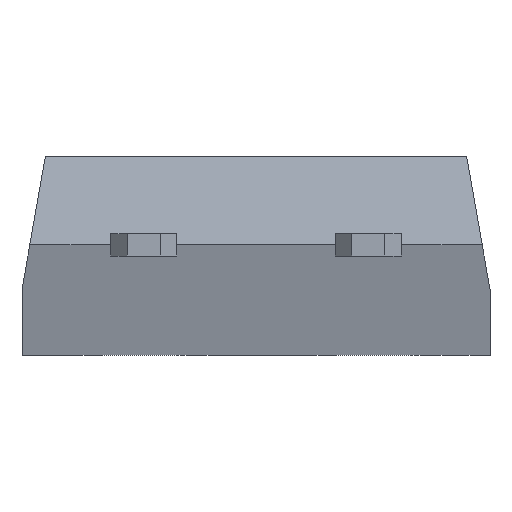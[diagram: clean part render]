
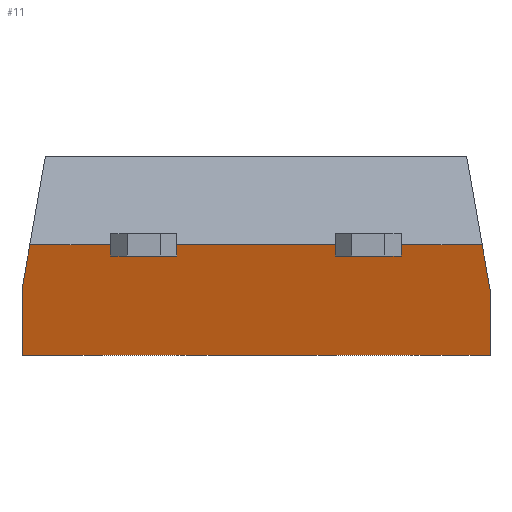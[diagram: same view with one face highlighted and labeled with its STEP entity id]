
A CAD part, front view. The second image highlights one B-rep face of the part: STEP entity #11.
In plain terms, the highlighted planar face has unit normal (0, -0.966, -0.259).
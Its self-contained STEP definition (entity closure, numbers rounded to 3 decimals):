
#11 = ADVANCED_FACE ( 'NONE', ( #1464 ), #1666, .F. ) ;
#39 = LINE ( 'NONE', #1433, #1270 ) ;
#40 = VERTEX_POINT ( 'NONE', #623 ) ;
#63 = ORIENTED_EDGE ( 'NONE', *, *, #585, .T. ) ;
#69 = LINE ( 'NONE', #567, #190 ) ;
#86 = VERTEX_POINT ( 'NONE', #1193 ) ;
#104 = DIRECTION ( 'NONE',  ( 0., 0.259, -0.966 ) ) ;
#116 = DIRECTION ( 'NONE',  ( -1., 0., 0. ) ) ;
#132 = DIRECTION ( 'NONE',  ( -1., 0., 0. ) ) ;
#174 = ORIENTED_EDGE ( 'NONE', *, *, #330, .T. ) ;
#181 = DIRECTION ( 'NONE',  ( 0., 0.966, 0.259 ) ) ;
#190 = VECTOR ( 'NONE', #104, 1000. ) ;
#221 = CARTESIAN_POINT ( 'NONE',  ( -2.165, 4., 0.25 ) ) ;
#226 = LINE ( 'NONE', #1005, #1744 ) ;
#281 = VERTEX_POINT ( 'NONE', #385 ) ;
#317 = VECTOR ( 'NONE', #1401, 1000. ) ;
#330 = EDGE_CURVE ( 'NONE', #281, #1200, #39, .T. ) ;
#340 = VERTEX_POINT ( 'NONE', #1732 ) ;
#350 = CARTESIAN_POINT ( 'NONE',  ( -5.3, 4.67, -2.25 ) ) ;
#352 = CARTESIAN_POINT ( 'NONE',  ( -2.915, 4., 0.25 ) ) ;
#385 = CARTESIAN_POINT ( 'NONE',  ( 2.915, 4., 0.25 ) ) ;
#402 = DIRECTION ( 'NONE',  ( 0.168, 0.255, -0.952 ) ) ;
#414 = ORIENTED_EDGE ( 'NONE', *, *, #478, .T. ) ;
#427 = EDGE_CURVE ( 'NONE', #915, #738, #737, .T. ) ;
#444 = DIRECTION ( 'NONE',  ( -1., 0., 0. ) ) ;
#464 = DIRECTION ( 'NONE',  ( 0., -0.259, 0.966 ) ) ;
#466 = DIRECTION ( 'NONE',  ( 0., 0.259, -0.966 ) ) ;
#478 = EDGE_CURVE ( 'NONE', #1564, #281, #226, .T. ) ;
#505 = CARTESIAN_POINT ( 'NONE',  ( 2.915, 4.067, 0. ) ) ;
#512 = LINE ( 'NONE', #1729, #937 ) ;
#548 = EDGE_CURVE ( 'NONE', #340, #40, #1735, .T. ) ;
#549 = DIRECTION ( 'NONE',  ( 0., 0.259, -0.966 ) ) ;
#567 = CARTESIAN_POINT ( 'NONE',  ( -5.3, 4., 0.25 ) ) ;
#584 = CARTESIAN_POINT ( 'NONE',  ( 5.124, 4., 0.25 ) ) ;
#585 = EDGE_CURVE ( 'NONE', #872, #915, #1372, .T. ) ;
#618 = VECTOR ( 'NONE', #745, 1000. ) ;
#623 = CARTESIAN_POINT ( 'NONE',  ( 2.165, 4., 0.25 ) ) ;
#629 = VECTOR ( 'NONE', #1777, 1000. ) ;
#732 = CARTESIAN_POINT ( 'NONE',  ( -2.915, 4., 0.25 ) ) ;
#737 = LINE ( 'NONE', #1026, #629 ) ;
#738 = VERTEX_POINT ( 'NONE', #1431 ) ;
#743 = EDGE_CURVE ( 'NONE', #1385, #1140, #69, .T. ) ;
#745 = DIRECTION ( 'NONE',  ( -1., 0., 0. ) ) ;
#757 = ORIENTED_EDGE ( 'NONE', *, *, #1835, .F. ) ;
#777 = ORIENTED_EDGE ( 'NONE', *, *, #427, .T. ) ;
#788 = VECTOR ( 'NONE', #1222, 1000. ) ;
#790 = LINE ( 'NONE', #943, #1826 ) ;
#798 = CARTESIAN_POINT ( 'NONE',  ( 5.3, 4.268, -0.75 ) ) ;
#804 = VERTEX_POINT ( 'NONE', #848 ) ;
#825 = CARTESIAN_POINT ( 'NONE',  ( -2.165, 4., 0.25 ) ) ;
#826 = EDGE_CURVE ( 'NONE', #1385, #738, #842, .T. ) ;
#830 = EDGE_LOOP ( 'NONE', ( #1600, #1183, #1106, #1014, #1489, #63, #777, #1664, #1623, #757, #1424, #914, #414, #174 ) ) ;
#842 = LINE ( 'NONE', #1736, #1858 ) ;
#848 = CARTESIAN_POINT ( 'NONE',  ( 5.3, 4.67, -2.25 ) ) ;
#858 = VERTEX_POINT ( 'NONE', #825 ) ;
#872 = VERTEX_POINT ( 'NONE', #1561 ) ;
#914 = ORIENTED_EDGE ( 'NONE', *, *, #1276, .F. ) ;
#915 = VERTEX_POINT ( 'NONE', #732 ) ;
#916 = EDGE_CURVE ( 'NONE', #1200, #340, #1834, .T. ) ;
#937 = VECTOR ( 'NONE', #116, 1000. ) ;
#943 = CARTESIAN_POINT ( 'NONE',  ( 5.129, 4.008, 0.222 ) ) ;
#1005 = CARTESIAN_POINT ( 'NONE',  ( 5.3, 4., 0.25 ) ) ;
#1010 = VECTOR ( 'NONE', #444, 1000. ) ;
#1014 = ORIENTED_EDGE ( 'NONE', *, *, #1722, .T. ) ;
#1026 = CARTESIAN_POINT ( 'NONE',  ( 5.3, 4., 0.25 ) ) ;
#1092 = VECTOR ( 'NONE', #464, 1000. ) ;
#1100 = EDGE_CURVE ( 'NONE', #1738, #804, #1456, .T. ) ;
#1106 = ORIENTED_EDGE ( 'NONE', *, *, #1499, .T. ) ;
#1113 = EDGE_CURVE ( 'NONE', #86, #872, #1405, .T. ) ;
#1140 = VERTEX_POINT ( 'NONE', #350 ) ;
#1183 = ORIENTED_EDGE ( 'NONE', *, *, #548, .T. ) ;
#1193 = CARTESIAN_POINT ( 'NONE',  ( -2.165, 4.067, 0. ) ) ;
#1200 = VERTEX_POINT ( 'NONE', #505 ) ;
#1222 = DIRECTION ( 'NONE',  ( 0., -0.259, 0.966 ) ) ;
#1266 = DIRECTION ( 'NONE',  ( 0.168, -0.255, 0.952 ) ) ;
#1270 = VECTOR ( 'NONE', #549, 1000. ) ;
#1276 = EDGE_CURVE ( 'NONE', #1564, #1738, #790, .T. ) ;
#1305 = DIRECTION ( 'NONE',  ( -1., 0., 0. ) ) ;
#1331 = CARTESIAN_POINT ( 'NONE',  ( 5.3, 4., 0.25 ) ) ;
#1337 = CARTESIAN_POINT ( 'NONE',  ( 5.3, 4.067, 0. ) ) ;
#1372 = LINE ( 'NONE', #352, #788 ) ;
#1378 = VECTOR ( 'NONE', #466, 1000. ) ;
#1385 = VERTEX_POINT ( 'NONE', #1751 ) ;
#1393 = AXIS2_PLACEMENT_3D ( 'NONE', #1497, #181, #1658 ) ;
#1401 = DIRECTION ( 'NONE',  ( 0., 0.259, -0.966 ) ) ;
#1405 = LINE ( 'NONE', #1337, #618 ) ;
#1424 = ORIENTED_EDGE ( 'NONE', *, *, #1100, .F. ) ;
#1431 = CARTESIAN_POINT ( 'NONE',  ( -5.124, 4., 0.25 ) ) ;
#1433 = CARTESIAN_POINT ( 'NONE',  ( 2.915, 4., 0.25 ) ) ;
#1456 = LINE ( 'NONE', #1331, #1378 ) ;
#1464 = FACE_OUTER_BOUND ( 'NONE', #830, .T. ) ;
#1478 = LINE ( 'NONE', #221, #317 ) ;
#1489 = ORIENTED_EDGE ( 'NONE', *, *, #1113, .T. ) ;
#1497 = CARTESIAN_POINT ( 'NONE',  ( 5.3, 4., 0.25 ) ) ;
#1499 = EDGE_CURVE ( 'NONE', #40, #858, #1594, .T. ) ;
#1521 = VECTOR ( 'NONE', #1305, 1000. ) ;
#1561 = CARTESIAN_POINT ( 'NONE',  ( -2.915, 4.067, 0. ) ) ;
#1564 = VERTEX_POINT ( 'NONE', #584 ) ;
#1594 = LINE ( 'NONE', #1778, #1010 ) ;
#1600 = ORIENTED_EDGE ( 'NONE', *, *, #916, .T. ) ;
#1623 = ORIENTED_EDGE ( 'NONE', *, *, #743, .T. ) ;
#1658 = DIRECTION ( 'NONE',  ( 0., -0.259, 0.966 ) ) ;
#1664 = ORIENTED_EDGE ( 'NONE', *, *, #826, .F. ) ;
#1666 = PLANE ( 'NONE',  #1393 ) ;
#1722 = EDGE_CURVE ( 'NONE', #858, #86, #1478, .T. ) ;
#1729 = CARTESIAN_POINT ( 'NONE',  ( 5.3, 4.67, -2.25 ) ) ;
#1732 = CARTESIAN_POINT ( 'NONE',  ( 2.165, 4.067, 0. ) ) ;
#1735 = LINE ( 'NONE', #1821, #1092 ) ;
#1736 = CARTESIAN_POINT ( 'NONE',  ( -4.83, 3.553, 1.917 ) ) ;
#1738 = VERTEX_POINT ( 'NONE', #798 ) ;
#1744 = VECTOR ( 'NONE', #132, 1000. ) ;
#1751 = CARTESIAN_POINT ( 'NONE',  ( -5.3, 4.268, -0.75 ) ) ;
#1777 = DIRECTION ( 'NONE',  ( -1., 0., 0. ) ) ;
#1778 = CARTESIAN_POINT ( 'NONE',  ( 5.3, 4., 0.25 ) ) ;
#1821 = CARTESIAN_POINT ( 'NONE',  ( 2.165, 4., 0.25 ) ) ;
#1826 = VECTOR ( 'NONE', #402, 1000. ) ;
#1834 = LINE ( 'NONE', #1908, #1521 ) ;
#1835 = EDGE_CURVE ( 'NONE', #804, #1140, #512, .T. ) ;
#1858 = VECTOR ( 'NONE', #1266, 1000. ) ;
#1908 = CARTESIAN_POINT ( 'NONE',  ( 5.3, 4.067, 0. ) ) ;
